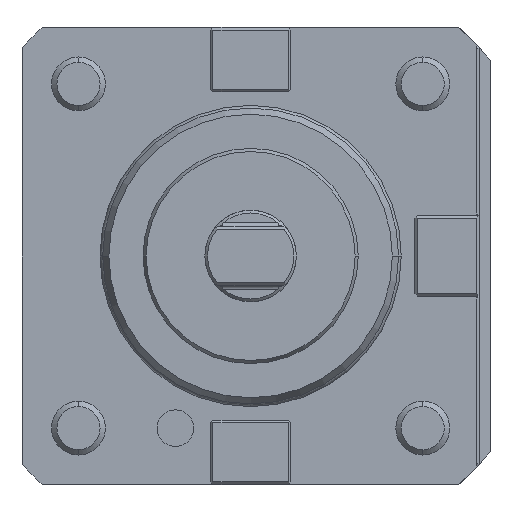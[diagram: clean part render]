
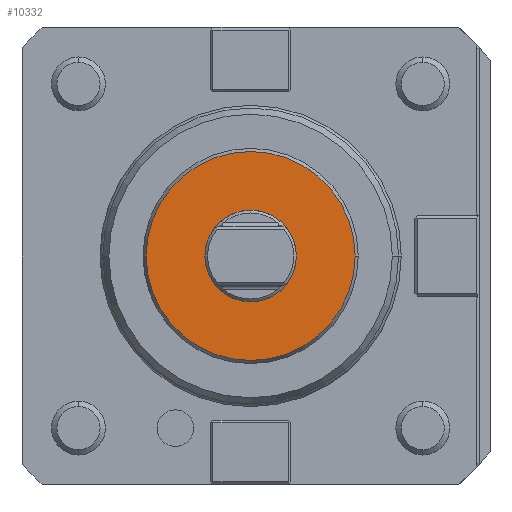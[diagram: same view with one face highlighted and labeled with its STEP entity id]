
A CAD part, front view. The second image highlights one B-rep face of the part: STEP entity #10332.
In plain terms, the highlighted planar face has unit normal (0, -1, 0).
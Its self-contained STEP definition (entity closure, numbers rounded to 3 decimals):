
#3821=CARTESIAN_POINT('',(0.,-75.,0.));
#3822=DIRECTION('',(0.,1.,0.));
#3823=DIRECTION('',(-1.,0.,0.));
#3824=AXIS2_PLACEMENT_3D('',#3821,#3822,#3823);
#3826=CARTESIAN_POINT('',(0.,-75.,0.));
#3827=DIRECTION('',(0.,1.,0.));
#3828=DIRECTION('',(1.,0.,0.));
#3829=AXIS2_PLACEMENT_3D('',#3826,#3827,#3828);
#3831=CARTESIAN_POINT('',(0.,-75.,0.));
#3832=DIRECTION('',(0.,1.,0.));
#3833=DIRECTION('',(0.,0.,-1.));
#3834=AXIS2_PLACEMENT_3D('',#3831,#3832,#3833);
#3846=CARTESIAN_POINT('',(0.,-75.,0.));
#3847=DIRECTION('',(0.,1.,0.));
#3848=DIRECTION('',(0.,0.,1.));
#3849=AXIS2_PLACEMENT_3D('',#3846,#3847,#3848);
#5692=CARTESIAN_POINT('',(-19.423,-75.,0.));
#5693=CARTESIAN_POINT('',(19.423,-75.,0.));
#5694=VERTEX_POINT('',#5692);
#5695=VERTEX_POINT('',#5693);
#6363=CARTESIAN_POINT('',(0.,-75.,-8.5));
#6364=CARTESIAN_POINT('',(0.,-75.,8.5));
#6365=VERTEX_POINT('',#6363);
#6366=VERTEX_POINT('',#6364);
#10317=CARTESIAN_POINT('',(0.,-75.,0.));
#10318=DIRECTION('',(0.,-1.,0.));
#10319=DIRECTION('',(-1.,0.,0.));
#10320=AXIS2_PLACEMENT_3D('',#10317,#10318,#10319);
#10321=PLANE('',#10320);
#10322=ORIENTED_EDGE('',*,*,#10284,.T.);
#10323=ORIENTED_EDGE('',*,*,#10299,.T.);
#10324=EDGE_LOOP('',(#10322,#10323));
#10325=FACE_OUTER_BOUND('',#10324,.F.);
#10327=ORIENTED_EDGE('',*,*,#10326,.F.);
#10329=ORIENTED_EDGE('',*,*,#10328,.F.);
#10330=EDGE_LOOP('',(#10327,#10329));
#10331=FACE_BOUND('',#10330,.F.);
#3825=CIRCLE('',#3824,19.423);
#3830=CIRCLE('',#3829,19.423);
#3835=CIRCLE('',#3834,8.5);
#3850=CIRCLE('',#3849,8.5);
#10284=EDGE_CURVE('',#5694,#5695,#3825,.T.);
#10299=EDGE_CURVE('',#5695,#5694,#3830,.T.);
#10326=EDGE_CURVE('',#6365,#6366,#3835,.T.);
#10328=EDGE_CURVE('',#6366,#6365,#3850,.T.);
#10332=ADVANCED_FACE('',(#10325,#10331),#10321,.T.);
